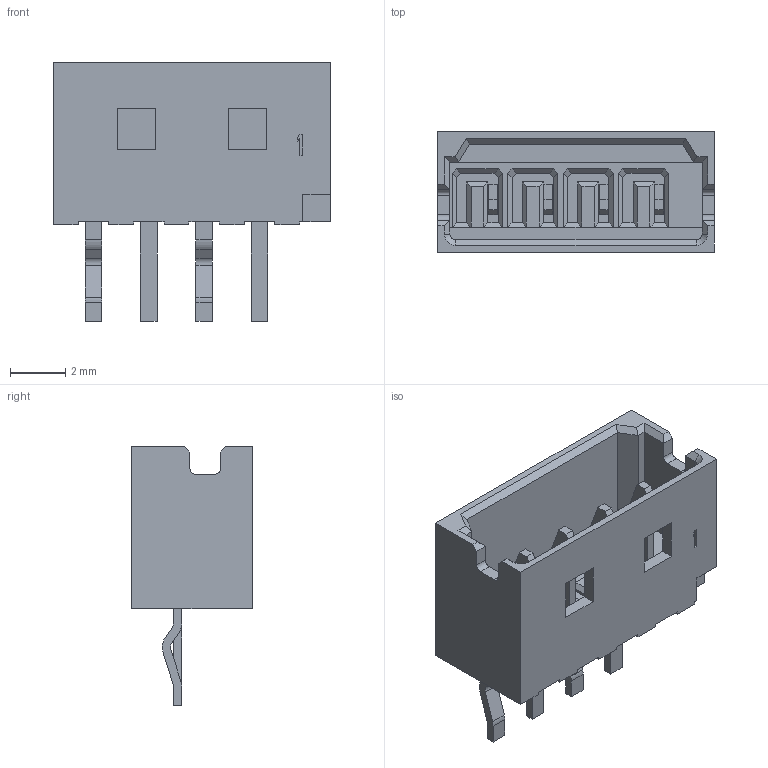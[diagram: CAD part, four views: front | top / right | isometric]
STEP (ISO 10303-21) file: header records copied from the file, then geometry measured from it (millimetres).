
FILE_DESCRIPTION(('STEP AP242'),'1');
FILE_NAME('53014-0410.stp','2019-12-17T05:31:56',('TraceParts'),('TraceParts S.A.'),'Spatial InterOp 3D',' ',' ');
FILE_SCHEMA(('AP242_MANAGED_MODEL_BASED_3D_ENGINEERING_MIM_LF {1 0 10303 442 1 1 4}'));
Length unit declared in the file: millimetre
Products named in the file (1): 53014-0410_1
Bounding box: 10 x 4.35 x 9.35 mm (x, y, z)
Volume: 121.4 mm3; surface area: 422.7 mm2
Topology: 1 solids, 1 shells, 258 faces, 679 edges, 440 vertices
Faces by surface type: plane 238, cylinder 18, cone 2
Entity records: 7767 total; most frequent: CARTESIAN_POINT 1363, ORIENTED_EDGE 1342, DIRECTION 1245, EDGE_CURVE 671, LINE 633, VECTOR 633, VERTEX_POINT 424, AXIS2_PLACEMENT_3D 306
